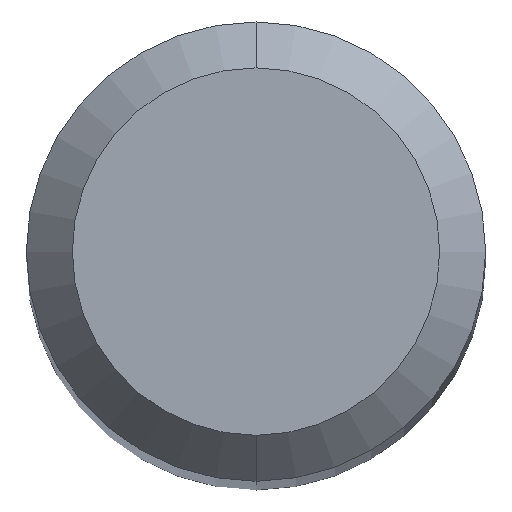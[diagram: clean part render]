
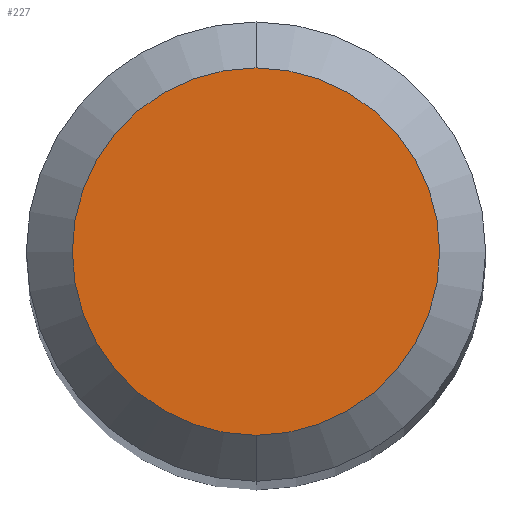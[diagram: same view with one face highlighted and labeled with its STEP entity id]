
A CAD part, top view. The second image highlights one B-rep face of the part: STEP entity #227.
In plain terms, the highlighted planar face has unit normal (0, 0, 1).
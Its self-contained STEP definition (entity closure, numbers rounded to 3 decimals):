
#97=EDGE_CURVE('',#239,#103,#259,.T.);
#103=VERTEX_POINT('',#265);
#207=EDGE_CURVE('',#103,#239,#383,.T.);
#227=ADVANCED_FACE('',(#406),#407,.T.);
#239=VERTEX_POINT('',#421);
#259=CIRCLE('',#432,1.2);
#265=CARTESIAN_POINT('',(0.0,1.2,0.0));
#383=CIRCLE('',#596,1.2);
#406=FACE_OUTER_BOUND('',#621,.T.);
#407=PLANE('',#622);
#421=CARTESIAN_POINT('',(0.,-1.2,0.0));
#432=AXIS2_PLACEMENT_3D('',#644,#645,#646);
#596=AXIS2_PLACEMENT_3D('',#806,#807,#808);
#621=EDGE_LOOP('',(#831,#832));
#622=AXIS2_PLACEMENT_3D('',#833,#834,#835);
#644=CARTESIAN_POINT('',(0.0,0.0,0.0));
#645=DIRECTION('',(0.0,0.0,-1.0));
#646=DIRECTION('',(0.0,1.0,0.0));
#806=CARTESIAN_POINT('',(0.0,0.0,0.0));
#807=DIRECTION('',(0.0,0.0,-1.0));
#808=DIRECTION('',(0.0,1.0,0.0));
#831=ORIENTED_EDGE('',*,*,#207,.F.);
#832=ORIENTED_EDGE('',*,*,#97,.F.);
#833=CARTESIAN_POINT('',(0.0,0.6,0.0));
#834=DIRECTION('',(-0.0,0.0,1.0));
#835=DIRECTION('',(0.0,-1.0,0.0));
